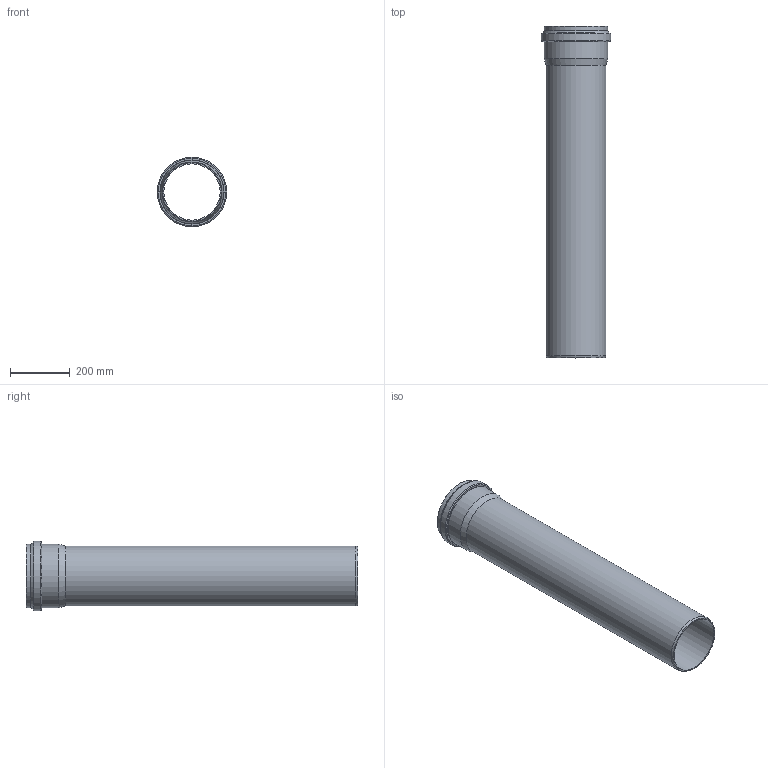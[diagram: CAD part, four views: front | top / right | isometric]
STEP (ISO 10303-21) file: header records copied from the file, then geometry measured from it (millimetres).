
FILE_DESCRIPTION(/* description */ (''),/* implementation_level */ '2;1');
FILE_NAME(/* name */ '770640 KG2000EM Rohr SN10 DN-OD200x1000.stp',/* time_stamp */ '2019-05-06T11:57:18+02:00',/* author */ ('user1'),/* organization */ (''),/* preprocessor_version */ 'ST-DEVELOPER v16.1',/* originating_system */ 'Autodesk Inventor 2016',/* authorisation */ '');
FILE_SCHEMA (('AUTOMOTIVE_DESIGN { 1 0 10303 214 3 1 1 }'));
Length unit declared in the file: millimetre
Products named in the file (1): 770640 KG2000EM Rohr SN10 DN-OD200x1000
Bounding box: 231.3 x 1107 x 231.3 mm (x, y, z)
Volume: 4189891.7 mm3; surface area: 1387357.3 mm2
Topology: 1 solids, 1 shells, 37 faces, 68 edges, 37 vertices
Faces by surface type: torus 14, cylinder 9, cone 8, plane 6
Full cylindrical faces by diameter (mm): 187.6 x1, 200 x1, 200.8 x1, 201 x2, 210.4 x1, 212 x1, 221.9 x1, 231.3 x1
Entity records: 772 total; most frequent: DIRECTION 150, CARTESIAN_POINT 112, AXIS2_PLACEMENT_3D 75, EDGE_LOOP 74, ORIENTED_EDGE 74, FACE_BOUND 37, FACE_OUTER_BOUND 37, CIRCLE 37
